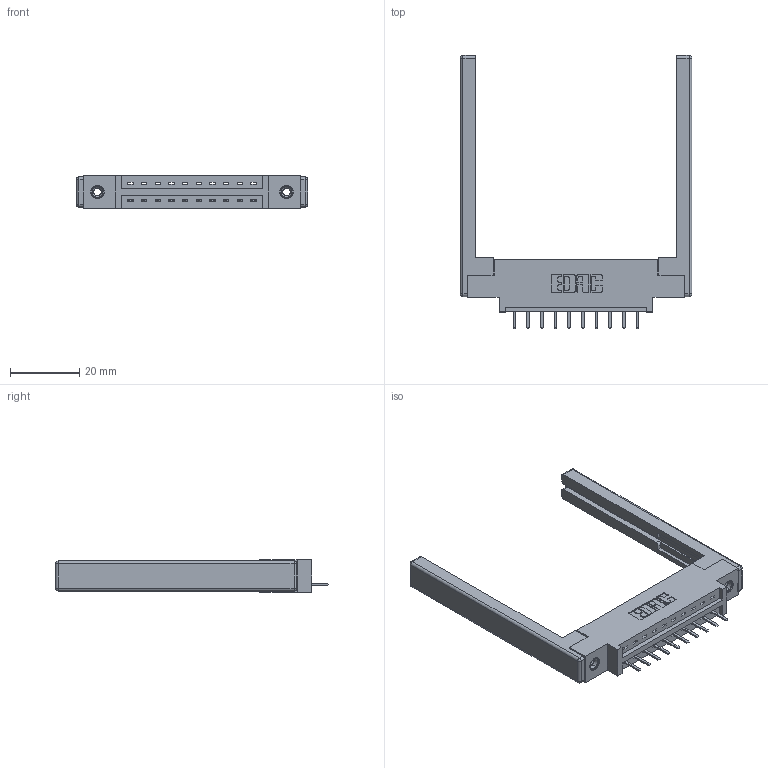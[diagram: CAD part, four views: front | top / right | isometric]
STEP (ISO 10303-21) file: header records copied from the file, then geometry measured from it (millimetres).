
FILE_DESCRIPTION (( 'STEP AP203' ), '1' );
FILE_NAME ('337-010-520-668.STEP', '2019-09-27T21:01:39', ( '' ), ( '' ), 'SwSTEP 2.0', 'SolidWorks 2016', '' );
FILE_SCHEMA (( 'CONFIG_CONTROL_DESIGN' ));
Length unit declared in the file: inch
Products named in the file (5): 337 Part_0.170 Offset - 0.156 Dia-TI; 345-292-001_345-293-120; 307-220-068; 345-250-001_345-250-001-102; 337-010-520-668
Assembly tree (15 placements, depth 2):
  337-010-520-668
    337 Part_0.170 Offset - 0.156 Dia-TI
    345-292-001_345-293-120  x10
    345-250-001_345-250-001-102  x2
    307-220-068  x2
Bounding box: 67.06 x 79.08 x 9.4 mm (x, y, z)
Volume: 10813.9 mm3; surface area: 10544.8 mm2
Topology: 15 solids, 15 shells, 932 faces, 2673 edges, 1734 vertices
Faces by surface type: plane 642, cylinder 266, cone 12, sphere 8, torus 4
Entity records: 14578 total; most frequent: CARTESIAN_POINT 2505, ORIENTED_EDGE 2428, DIRECTION 2236, EDGE_CURVE 1214, VECTOR 1032, LINE 1032, VERTEX_POINT 798, AXIS2_PLACEMENT_3D 602
